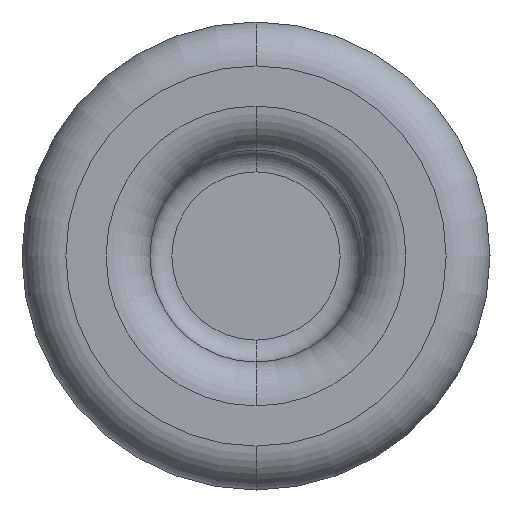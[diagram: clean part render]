
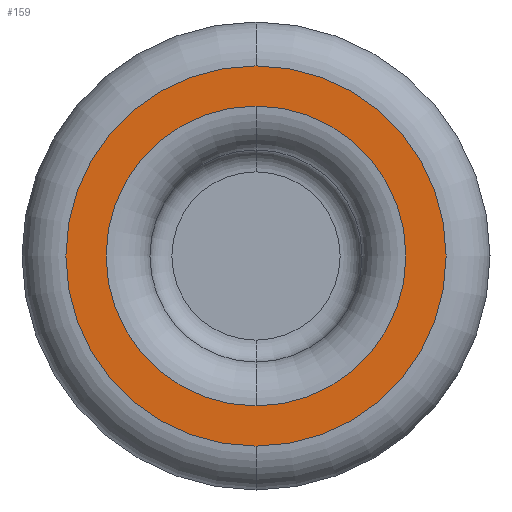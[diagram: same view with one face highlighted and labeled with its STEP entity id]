
A CAD part, front view. The second image highlights one B-rep face of the part: STEP entity #159.
In plain terms, the highlighted planar face has unit normal (0, -1, 0).
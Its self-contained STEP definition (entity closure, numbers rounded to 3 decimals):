
#5 = DIRECTION ( 'NONE',  ( 0., 0., 1. ) ) ;
#6 = DIRECTION ( 'NONE',  ( 0., 1., 0. ) ) ;
#11 = CARTESIAN_POINT ( 'NONE',  ( 0., -37., 0. ) ) ;
#53 = AXIS2_PLACEMENT_3D ( 'NONE', #587, #178, #520 ) ;
#62 = DIRECTION ( 'NONE',  ( 0., 0., 1. ) ) ;
#102 = CARTESIAN_POINT ( 'NONE',  ( 0., -37., -20.5 ) ) ;
#118 = AXIS2_PLACEMENT_3D ( 'NONE', #145, #617, #5 ) ;
#124 = ORIENTED_EDGE ( 'NONE', *, *, #809, .T. ) ;
#145 = CARTESIAN_POINT ( 'NONE',  ( 0., -37., 0. ) ) ;
#159 = ADVANCED_FACE ( 'NONE', ( #199, #741 ), #728, .T. ) ;
#174 = CARTESIAN_POINT ( 'NONE',  ( 0., -37., 20.5 ) ) ;
#178 = DIRECTION ( 'NONE',  ( 0., 1., 0. ) ) ;
#199 = FACE_BOUND ( 'NONE', #523, .T. ) ;
#213 = VERTEX_POINT ( 'NONE', #763 ) ;
#234 = AXIS2_PLACEMENT_3D ( 'NONE', #322, #883, #876 ) ;
#299 = EDGE_CURVE ( 'NONE', #213, #503, #887, .T. ) ;
#322 = CARTESIAN_POINT ( 'NONE',  ( -20.5, -37., 0. ) ) ;
#335 = CARTESIAN_POINT ( 'NONE',  ( 0., -37., 0. ) ) ;
#343 = DIRECTION ( 'NONE',  ( 0., 1., 0. ) ) ;
#345 = EDGE_LOOP ( 'NONE', ( #847, #453 ) ) ;
#396 = AXIS2_PLACEMENT_3D ( 'NONE', #11, #6, #62 ) ;
#418 = VERTEX_POINT ( 'NONE', #102 ) ;
#453 = ORIENTED_EDGE ( 'NONE', *, *, #299, .F. ) ;
#503 = VERTEX_POINT ( 'NONE', #663 ) ;
#520 = DIRECTION ( 'NONE',  ( 0., 0., 1. ) ) ;
#523 = EDGE_LOOP ( 'NONE', ( #124, #648 ) ) ;
#567 = VERTEX_POINT ( 'NONE', #174 ) ;
#585 = EDGE_CURVE ( 'NONE', #418, #567, #743, .T. ) ;
#587 = CARTESIAN_POINT ( 'NONE',  ( 0., -37., 0. ) ) ;
#594 = EDGE_CURVE ( 'NONE', #503, #213, #613, .T. ) ;
#613 = CIRCLE ( 'NONE', #118, 26. ) ;
#617 = DIRECTION ( 'NONE',  ( 0., 1., 0. ) ) ;
#648 = ORIENTED_EDGE ( 'NONE', *, *, #585, .T. ) ;
#663 = CARTESIAN_POINT ( 'NONE',  ( 0., -37., 26. ) ) ;
#728 = PLANE ( 'NONE',  #234 ) ;
#741 = FACE_OUTER_BOUND ( 'NONE', #345, .T. ) ;
#743 = CIRCLE ( 'NONE', #823, 20.5 ) ;
#763 = CARTESIAN_POINT ( 'NONE',  ( 0., -37., -26. ) ) ;
#809 = EDGE_CURVE ( 'NONE', #567, #418, #836, .T. ) ;
#823 = AXIS2_PLACEMENT_3D ( 'NONE', #335, #343, #893 ) ;
#836 = CIRCLE ( 'NONE', #53, 20.5 ) ;
#847 = ORIENTED_EDGE ( 'NONE', *, *, #594, .F. ) ;
#876 = DIRECTION ( 'NONE',  ( 0., 0., -1. ) ) ;
#883 = DIRECTION ( 'NONE',  ( 0., -1., 0. ) ) ;
#887 = CIRCLE ( 'NONE', #396, 26. ) ;
#893 = DIRECTION ( 'NONE',  ( 0., 0., 1. ) ) ;
